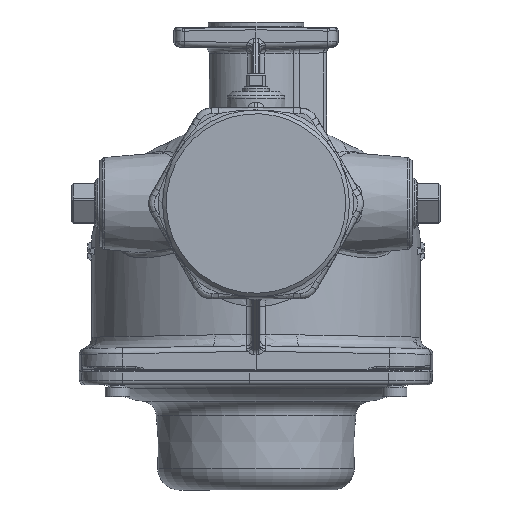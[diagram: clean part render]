
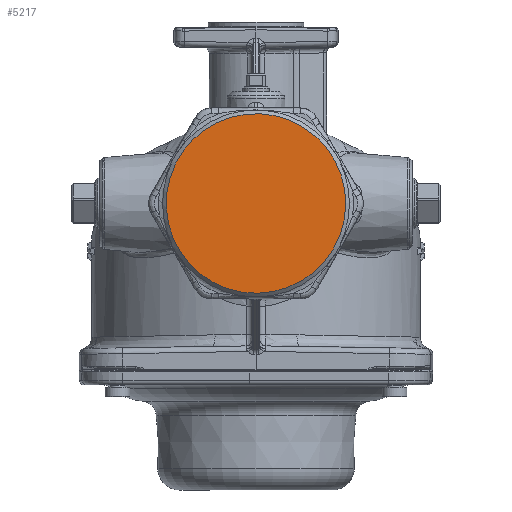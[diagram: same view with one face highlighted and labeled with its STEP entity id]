
A CAD part, left-side view. The second image highlights one B-rep face of the part: STEP entity #5217.
In plain terms, the highlighted planar face has unit normal (-1, 0, 0).
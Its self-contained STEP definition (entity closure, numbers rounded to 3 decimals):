
#2436=FACE_OUTER_BOUND('',#6851,.T.);
#3031=PLANE('',#18426);
#5217=ADVANCED_FACE('',(#2436),#3031,.T.);
#6851=EDGE_LOOP('',(#10829));
#10829=ORIENTED_EDGE('',*,*,#14107,.F.);
#12573=VERTEX_POINT('',#23678);
#14107=EDGE_CURVE('',#12573,#12573,#16538,.T.);
#16538=CIRCLE('',#17423,47.);
#17423=AXIS2_PLACEMENT_3D('',#23677,#19272,#19273);
#18426=AXIS2_PLACEMENT_3D('',#36432,#21550,#21551);
#19272=DIRECTION('',(1.,0.,0.));
#19273=DIRECTION('',(0.,-1.,0.));
#21550=DIRECTION('',(-1.,0.,0.));
#21551=DIRECTION('',(0.,-1.,0.));
#23677=CARTESIAN_POINT('',(-145.,0.,89.));
#23678=CARTESIAN_POINT('',(-145.,-47.,89.));
#36432=CARTESIAN_POINT('',(-145.,0.,0.));
